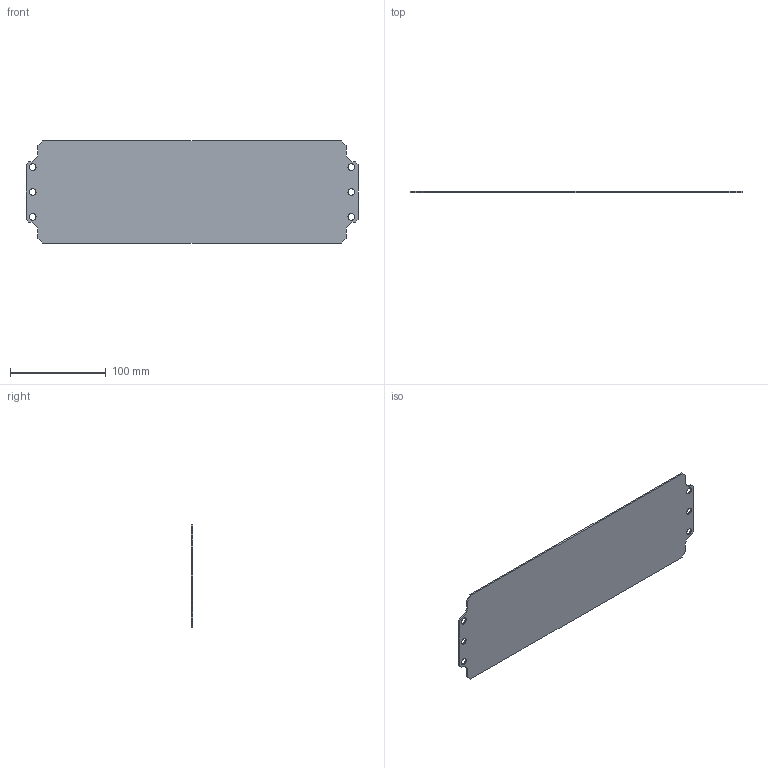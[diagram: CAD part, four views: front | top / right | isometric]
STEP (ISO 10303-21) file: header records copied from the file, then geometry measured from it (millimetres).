
FILE_DESCRIPTION (( 'STEP AP214' ), '1' );
FILE_NAME ('AM 1236.STEP', '2010-02-16T12:51:09', ( 'KennethW' ), ( 'FIBOX' ), 'SwSTEP 2.0', 'SolidWorks 2009', '' );
FILE_SCHEMA (( 'AUTOMOTIVE_DESIGN' ));
Length unit declared in the file: millimetre
Products named in the file (1): AM 1236
Bounding box: 347 x 1.5 x 107 mm (x, y, z)
Volume: 53697.2 mm3; surface area: 73135.3 mm2
Topology: 1 solids, 1 shells, 150 faces, 384 edges, 256 vertices
Faces by surface type: plane 78, cone 56, cylinder 16
Entity records: 4650 total; most frequent: DIRECTION 830, CARTESIAN_POINT 791, ORIENTED_EDGE 768, EDGE_CURVE 384, AXIS2_PLACEMENT_3D 295, VERTEX_POINT 256, VECTOR 240, LINE 240
